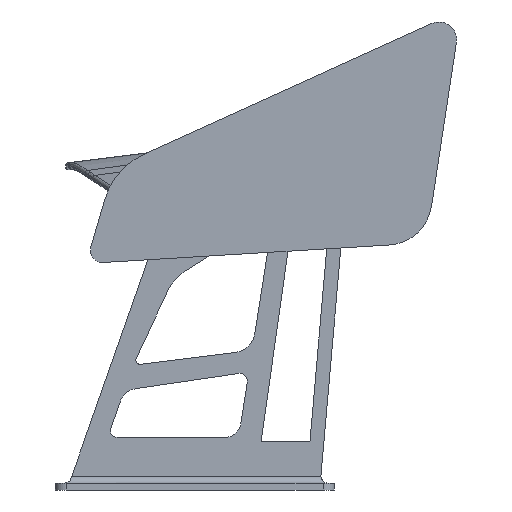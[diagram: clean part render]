
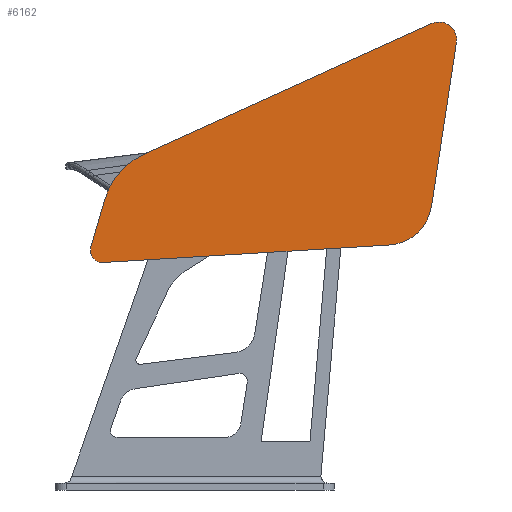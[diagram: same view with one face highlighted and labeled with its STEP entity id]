
A CAD part, left-side view. The second image highlights one B-rep face of the part: STEP entity #6162.
In plain terms, the highlighted planar face has unit normal (-1, 0, 0).
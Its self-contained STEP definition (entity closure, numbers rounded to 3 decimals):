
#63=CARTESIAN_POINT('',(-705.,-26.962,-32.488));
#64=DIRECTION('',(-1.,0.,0.));
#65=DIRECTION('',(0.,0.96,0.279));
#66=AXIS2_PLACEMENT_3D('',#63,#64,#65);
#68=DIRECTION('',(0.,-0.279,0.96));
#69=VECTOR('',#68,35.581);
#70=CARTESIAN_POINT('',(-705.,-18.543,-30.039));
#71=LINE('',#70,#69);
#72=CARTESIAN_POINT('',(-705.,-77.311,-10.079));
#73=DIRECTION('',(-1.,0.,0.));
#74=DIRECTION('',(0.,0.414,0.91));
#75=AXIS2_PLACEMENT_3D('',#72,#73,#74);
#77=DIRECTION('',(0.,-0.91,0.414));
#78=VECTOR('',#77,227.103);
#79=CARTESIAN_POINT('',(-705.,-56.278,36.221));
#80=LINE('',#79,#78);
#81=CARTESIAN_POINT('',(-705.,-268.246,118.704));
#82=DIRECTION('',(-1.,0.,0.));
#83=DIRECTION('',(0.,-0.989,-0.15));
#84=AXIS2_PLACEMENT_3D('',#81,#82,#83);
#86=DIRECTION('',(0.,0.15,-0.989));
#87=VECTOR('',#86,119.189);
#88=CARTESIAN_POINT('',(-705.,-280.676,116.819));
#89=LINE('',#88,#87);
#90=CARTESIAN_POINT('',(-705.,-230.539,3.871));
#91=DIRECTION('',(-1.,0.,0.));
#92=DIRECTION('',(0.,-0.061,-0.998));
#93=AXIS2_PLACEMENT_3D('',#90,#91,#92);
#95=DIRECTION('',(0.,0.998,-0.061));
#96=VECTOR('',#95,205.417);
#97=CARTESIAN_POINT('',(-705.,-232.531,-28.699));
#98=LINE('',#97,#96);
#5160=CARTESIAN_POINT('',(-705.,-27.497,-41.24));
#5162=VERTEX_POINT('',#5160);
#5165=CARTESIAN_POINT('',(-705.,-18.543,-30.039));
#5167=VERTEX_POINT('',#5165);
#5168=CARTESIAN_POINT('',(-705.,-28.482,4.126));
#5170=VERTEX_POINT('',#5168);
#5173=CARTESIAN_POINT('',(-705.,-56.278,36.221));
#5175=VERTEX_POINT('',#5173);
#5176=CARTESIAN_POINT('',(-705.,-263.047,130.15));
#5178=VERTEX_POINT('',#5176);
#5181=CARTESIAN_POINT('',(-705.,-280.676,116.819));
#5183=VERTEX_POINT('',#5181);
#5184=CARTESIAN_POINT('',(-705.,-262.801,-1.022));
#5186=VERTEX_POINT('',#5184);
#5189=CARTESIAN_POINT('',(-705.,-232.531,-28.699));
#5191=VERTEX_POINT('',#5189);
#6143=CARTESIAN_POINT('',(-705.,0.,0.));
#6144=DIRECTION('',(1.,0.,0.));
#6145=DIRECTION('',(0.,1.,0.));
#6146=AXIS2_PLACEMENT_3D('',#6143,#6144,#6145);
#6147=PLANE('',#6146);
#6148=ORIENTED_EDGE('',*,*,#6051,.F.);
#6150=ORIENTED_EDGE('',*,*,#6149,.T.);
#6152=ORIENTED_EDGE('',*,*,#6151,.F.);
#6154=ORIENTED_EDGE('',*,*,#6153,.T.);
#6156=ORIENTED_EDGE('',*,*,#6155,.F.);
#6157=ORIENTED_EDGE('',*,*,#6136,.T.);
#6158=ORIENTED_EDGE('',*,*,#6124,.F.);
#6159=ORIENTED_EDGE('',*,*,#6064,.T.);
#6160=EDGE_LOOP('',(#6148,#6150,#6152,#6154,#6156,#6157,#6158,#6159));
#6161=FACE_OUTER_BOUND('',#6160,.F.);
#6162=ADVANCED_FACE('',(#6161),#6147,.F.);
#67=CIRCLE('',#66,8.768);
#76=CIRCLE('',#75,50.853);
#85=CIRCLE('',#84,12.572);
#94=CIRCLE('',#93,32.631);
#6051=EDGE_CURVE('',#5167,#5162,#67,.T.);
#6064=EDGE_CURVE('',#5191,#5162,#98,.T.);
#6124=EDGE_CURVE('',#5191,#5186,#94,.T.);
#6136=EDGE_CURVE('',#5183,#5186,#89,.T.);
#6149=EDGE_CURVE('',#5167,#5170,#71,.T.);
#6151=EDGE_CURVE('',#5175,#5170,#76,.T.);
#6153=EDGE_CURVE('',#5175,#5178,#80,.T.);
#6155=EDGE_CURVE('',#5183,#5178,#85,.T.);
